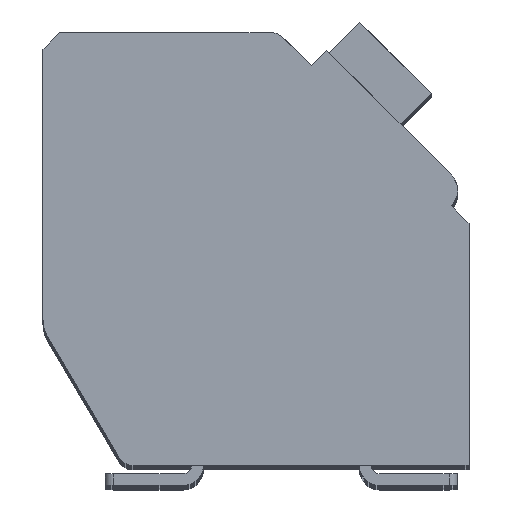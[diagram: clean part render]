
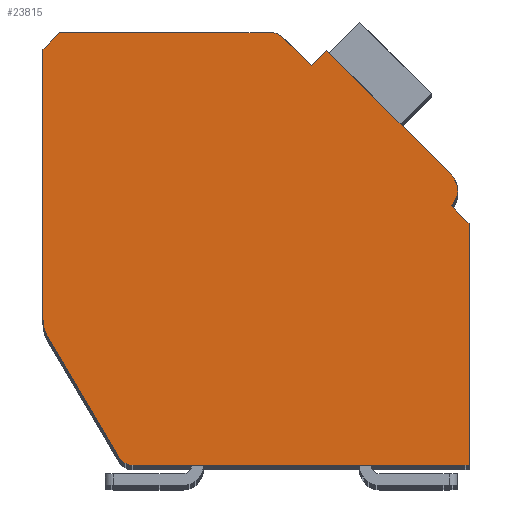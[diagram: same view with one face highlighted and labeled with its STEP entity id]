
A CAD part, top view. The second image highlights one B-rep face of the part: STEP entity #23815.
In plain terms, the highlighted planar face has unit normal (0, 0, 1).
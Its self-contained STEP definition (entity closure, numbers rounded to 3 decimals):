
#433=DIRECTION('',(0.,-1.,0.));
#434=VECTOR('',#433,8.053);
#435=CARTESIAN_POINT('',(-12.7,12.4,2.1));
#436=LINE('',#435,#434);
#437=DIRECTION('',(-0.707,-0.707,0.));
#438=VECTOR('',#437,0.707);
#439=CARTESIAN_POINT('',(-12.2,12.9,2.1));
#440=LINE('',#439,#438);
#441=DIRECTION('',(-1.,0.,0.));
#442=VECTOR('',#441,6.298);
#443=CARTESIAN_POINT('',(-5.902,12.9,2.1));
#444=LINE('',#443,#442);
#445=CARTESIAN_POINT('',(-5.902,12.4,2.1));
#446=DIRECTION('',(0.,0.,1.));
#447=DIRECTION('',(0.707,0.707,0.));
#448=AXIS2_PLACEMENT_3D('',#445,#446,#447);
#450=DIRECTION('',(-0.707,0.707,0.));
#451=VECTOR('',#450,1.197);
#452=CARTESIAN_POINT('',(-4.702,11.907,2.1));
#453=LINE('',#452,#451);
#454=DIRECTION('',(-0.707,-0.707,0.));
#455=VECTOR('',#454,0.65);
#456=CARTESIAN_POINT('',(-4.243,12.367,2.1));
#457=LINE('',#456,#455);
#458=DIRECTION('',(-0.707,0.707,0.));
#459=VECTOR('',#458,5.25);
#460=CARTESIAN_POINT('',(-0.53,8.655,2.1));
#461=LINE('',#460,#459);
#462=CARTESIAN_POINT('',(-0.99,8.195,2.1));
#463=DIRECTION('',(0.,0.,1.));
#464=DIRECTION('',(0.707,-0.707,0.));
#465=AXIS2_PLACEMENT_3D('',#462,#463,#464);
#467=DIRECTION('',(-0.707,0.707,0.));
#468=VECTOR('',#467,0.75);
#469=CARTESIAN_POINT('',(0.,7.205,2.1));
#470=LINE('',#469,#468);
#471=DIRECTION('',(0.,1.,0.));
#472=VECTOR('',#471,7.205);
#473=CARTESIAN_POINT('',(0.,0.,2.1));
#474=LINE('',#473,#472);
#475=DIRECTION('',(1.,0.,0.));
#476=VECTOR('',#475,10.014);
#477=CARTESIAN_POINT('',(-10.014,0.,2.1));
#478=LINE('',#477,#476);
#479=CARTESIAN_POINT('',(-10.014,0.5,2.1));
#480=DIRECTION('',(0.,0.,1.));
#481=DIRECTION('',(-0.862,-0.508,0.));
#482=AXIS2_PLACEMENT_3D('',#479,#480,#481);
#484=DIRECTION('',(0.508,-0.862,0.));
#485=VECTOR('',#484,4.17);
#486=CARTESIAN_POINT('',(-12.562,3.839,2.1));
#487=LINE('',#486,#485);
#488=CARTESIAN_POINT('',(-11.7,4.347,2.1));
#489=DIRECTION('',(0.,0.,1.));
#490=DIRECTION('',(-1.,0.,0.));
#491=AXIS2_PLACEMENT_3D('',#488,#489,#490);
#17937=CARTESIAN_POINT('',(-12.7,12.4,2.1));
#17938=CARTESIAN_POINT('',(-12.7,4.347,2.1));
#17939=VERTEX_POINT('',#17937);
#17940=VERTEX_POINT('',#17938);
#17941=CARTESIAN_POINT('',(-12.562,3.839,2.1));
#17942=VERTEX_POINT('',#17941);
#17943=CARTESIAN_POINT('',(-10.445,0.246,2.1));
#17944=VERTEX_POINT('',#17943);
#17945=CARTESIAN_POINT('',(-10.014,0.,2.1));
#17946=VERTEX_POINT('',#17945);
#17947=CARTESIAN_POINT('',(0.,0.,2.1));
#17948=VERTEX_POINT('',#17947);
#17949=CARTESIAN_POINT('',(0.,7.205,2.1));
#17950=VERTEX_POINT('',#17949);
#17951=CARTESIAN_POINT('',(-0.53,7.735,2.1));
#17952=VERTEX_POINT('',#17951);
#17953=CARTESIAN_POINT('',(-0.53,8.655,2.1));
#17954=VERTEX_POINT('',#17953);
#17955=CARTESIAN_POINT('',(-4.243,12.367,2.1));
#17956=VERTEX_POINT('',#17955);
#17957=CARTESIAN_POINT('',(-4.702,11.907,2.1));
#17958=VERTEX_POINT('',#17957);
#17959=CARTESIAN_POINT('',(-5.548,12.754,2.1));
#17960=VERTEX_POINT('',#17959);
#17961=CARTESIAN_POINT('',(-5.902,12.9,2.1));
#17962=VERTEX_POINT('',#17961);
#17963=CARTESIAN_POINT('',(-12.2,12.9,2.1));
#17964=VERTEX_POINT('',#17963);
#23782=CARTESIAN_POINT('',(0.,0.,2.1));
#23783=DIRECTION('',(0.,0.,1.));
#23784=DIRECTION('',(1.,0.,0.));
#23785=AXIS2_PLACEMENT_3D('',#23782,#23783,#23784);
#23786=PLANE('',#23785);
#23787=ORIENTED_EDGE('',*,*,#23377,.F.);
#23789=ORIENTED_EDGE('',*,*,#23788,.F.);
#23791=ORIENTED_EDGE('',*,*,#23790,.F.);
#23793=ORIENTED_EDGE('',*,*,#23792,.F.);
#23795=ORIENTED_EDGE('',*,*,#23794,.F.);
#23797=ORIENTED_EDGE('',*,*,#23796,.F.);
#23799=ORIENTED_EDGE('',*,*,#23798,.F.);
#23801=ORIENTED_EDGE('',*,*,#23800,.F.);
#23803=ORIENTED_EDGE('',*,*,#23802,.F.);
#23805=ORIENTED_EDGE('',*,*,#23804,.F.);
#23807=ORIENTED_EDGE('',*,*,#23806,.F.);
#23809=ORIENTED_EDGE('',*,*,#23808,.F.);
#23811=ORIENTED_EDGE('',*,*,#23810,.F.);
#23812=ORIENTED_EDGE('',*,*,#23535,.F.);
#23813=EDGE_LOOP('',(#23787,#23789,#23791,#23793,#23795,#23797,#23799,#23801,
#23803,#23805,#23807,#23809,#23811,#23812));
#23814=FACE_OUTER_BOUND('',#23813,.F.);
#449=CIRCLE('',#448,0.5);
#466=CIRCLE('',#465,0.65);
#483=CIRCLE('',#482,0.5);
#492=CIRCLE('',#491,1.);
#23377=EDGE_CURVE('',#17939,#17940,#436,.T.);
#23535=EDGE_CURVE('',#17940,#17942,#492,.T.);
#23788=EDGE_CURVE('',#17964,#17939,#440,.T.);
#23790=EDGE_CURVE('',#17962,#17964,#444,.T.);
#23792=EDGE_CURVE('',#17960,#17962,#449,.T.);
#23794=EDGE_CURVE('',#17958,#17960,#453,.T.);
#23796=EDGE_CURVE('',#17956,#17958,#457,.T.);
#23798=EDGE_CURVE('',#17954,#17956,#461,.T.);
#23800=EDGE_CURVE('',#17952,#17954,#466,.T.);
#23802=EDGE_CURVE('',#17950,#17952,#470,.T.);
#23804=EDGE_CURVE('',#17948,#17950,#474,.T.);
#23806=EDGE_CURVE('',#17946,#17948,#478,.T.);
#23808=EDGE_CURVE('',#17944,#17946,#483,.T.);
#23810=EDGE_CURVE('',#17942,#17944,#487,.T.);
#23815=ADVANCED_FACE('',(#23814),#23786,.T.);
